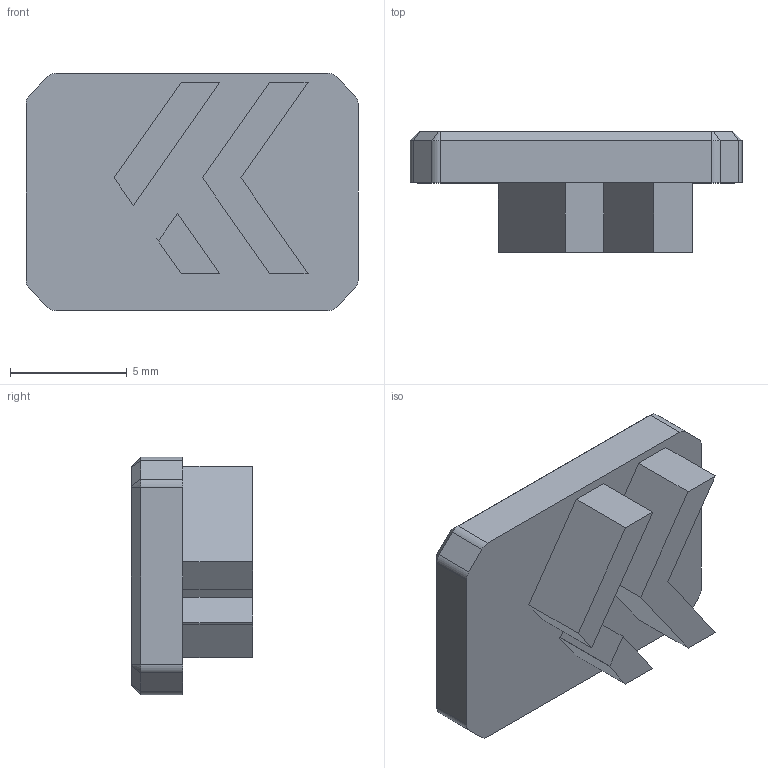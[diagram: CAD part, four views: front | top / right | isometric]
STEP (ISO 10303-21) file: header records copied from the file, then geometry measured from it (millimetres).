
FILE_DESCRIPTION(/* description */ ('','CAx-IF Rec.Pracs.---Representation and Presentation of Product Manufacturing Information (PMI)---4.0---2014-10-13'),/* implementation_level */ '2;1');
FILE_NAME(/* name */ '[clear]_AntPap_KevinAkaSam-Logo-AntPap_x1.step',/* time_stamp */ '2025-02-15T19:52:21-05:00',/* author */ (''),/* organization */ (''),/* preprocessor_version */ 'ST-DEVELOPER v20',/* originating_system */ 'Autodesk Translation Framework v13.20.0.188',/* authorisation */ '');
FILE_SCHEMA (('AP242_MANAGED_MODEL_BASED_3D_ENGINEERING_MIM_LF { 1 0 10303 442 1 1 4 }'));
Length unit declared in the file: millimetre
Products named in the file (1): KevinAkaSam-Papilio-Logo-AntPap
Bounding box: 14.2 x 5.19 x 10.15 mm (x, y, z)
Volume: 331.9 mm3; surface area: 523 mm2
Topology: 1 solids, 1 shells, 59 faces, 143 edges, 90 vertices
Faces by surface type: plane 43, cylinder 8, cone 8
Entity records: 1733 total; most frequent: CARTESIAN_POINT 293, DIRECTION 287, ORIENTED_EDGE 286, EDGE_CURVE 143, LINE 119, VECTOR 119, VERTEX_POINT 90, AXIS2_PLACEMENT_3D 84
